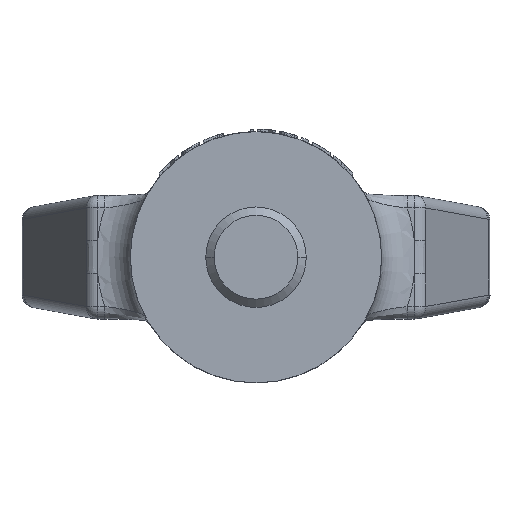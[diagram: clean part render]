
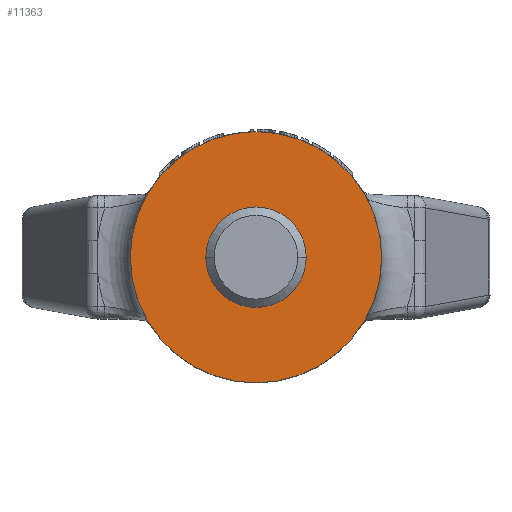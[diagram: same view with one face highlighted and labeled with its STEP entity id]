
A CAD part, front view. The second image highlights one B-rep face of the part: STEP entity #11363.
In plain terms, the highlighted planar face has unit normal (0, -1, 0).
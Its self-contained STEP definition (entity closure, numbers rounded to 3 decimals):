
#3339=CARTESIAN_POINT('',(0.,-26.,0.));
#3340=DIRECTION('',(0.,-1.,0.));
#3341=DIRECTION('',(-1.,0.,0.));
#3342=AXIS2_PLACEMENT_3D('',#3339,#3340,#3341);
#3344=CARTESIAN_POINT('',(0.,-26.,0.));
#3345=DIRECTION('',(0.,1.,0.));
#3346=DIRECTION('',(-1.,0.,0.));
#3347=AXIS2_PLACEMENT_3D('',#3344,#3345,#3346);
#5327=CARTESIAN_POINT('',(-15.,-26.,0.));
#5328=CARTESIAN_POINT('',(15.,-26.,0.));
#5329=VERTEX_POINT('',#5327);
#5330=VERTEX_POINT('',#5328);
#11354=CARTESIAN_POINT('',(0.,-26.,0.));
#11355=DIRECTION('',(0.,1.,0.));
#11356=DIRECTION('',(1.,0.,0.));
#11357=AXIS2_PLACEMENT_3D('',#11354,#11355,#11356);
#11358=PLANE('',#11357);
#11359=ORIENTED_EDGE('',*,*,#8233,.F.);
#11360=ORIENTED_EDGE('',*,*,#6636,.T.);
#11361=EDGE_LOOP('',(#11359,#11360));
#11362=FACE_OUTER_BOUND('',#11361,.F.);
#11363=ADVANCED_FACE('',(#11362),#11358,.F.);
#3343=CIRCLE('',#3342,15.);
#3348=CIRCLE('',#3347,15.);
#6636=EDGE_CURVE('',#5329,#5330,#3348,.T.);
#8233=EDGE_CURVE('',#5329,#5330,#3343,.T.);
